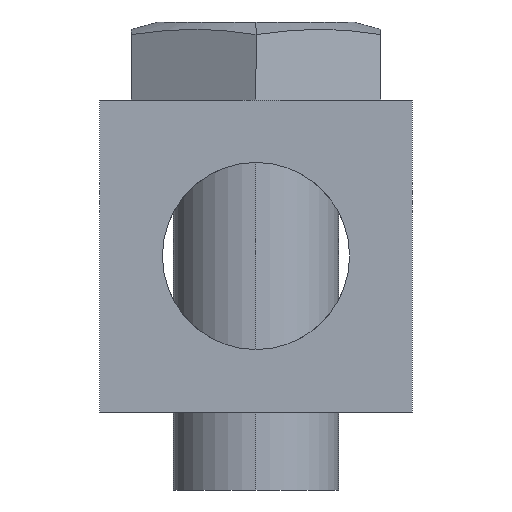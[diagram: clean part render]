
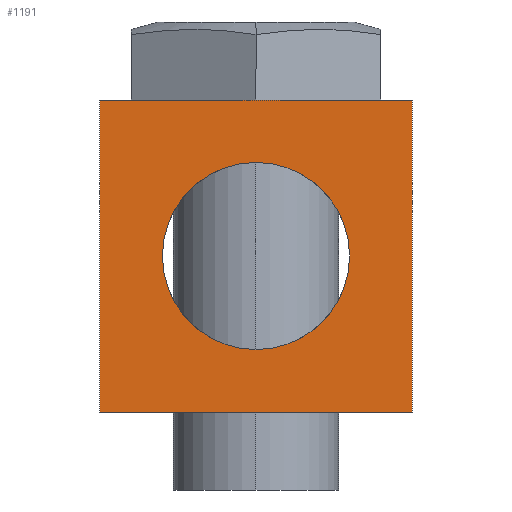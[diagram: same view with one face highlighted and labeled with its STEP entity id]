
A CAD part, left-side view. The second image highlights one B-rep face of the part: STEP entity #1191.
In plain terms, the highlighted planar face has unit normal (-1, 0, 0).
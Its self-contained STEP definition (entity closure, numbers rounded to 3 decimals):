
#222=CARTESIAN_POINT('',(-27.5,0.0,6.0));
#223=VERTEX_POINT('',#222);
#276=CARTESIAN_POINT('',(-27.5,0.,-6.0));
#277=VERTEX_POINT('',#276);
#284=CARTESIAN_POINT('',(-27.5,0.0,0.0));
#285=DIRECTION('',(1.0,0.0,0.0));
#286=DIRECTION('',(0.0,0.0,1.0));
#287=AXIS2_PLACEMENT_3D('',#284,#285,#286);
#288=CIRCLE('',#287,6.0);
#289=EDGE_CURVE('',#223,#277,#288,.T.);
#1030=CARTESIAN_POINT('',(-27.5,0.0,0.0));
#1031=DIRECTION('',(1.0,0.0,0.0));
#1032=DIRECTION('',(0.0,0.0,1.0));
#1033=AXIS2_PLACEMENT_3D('',#1030,#1031,#1032);
#1034=CIRCLE('',#1033,6.0);
#1035=EDGE_CURVE('',#277,#223,#1034,.T.);
#1065=CARTESIAN_POINT('',(-27.5,10.,10.0));
#1066=VERTEX_POINT('',#1065);
#1083=CARTESIAN_POINT('',(-27.5,10.,-10.0));
#1084=VERTEX_POINT('',#1083);
#1091=CARTESIAN_POINT('',(-27.5,10.,-10.0));
#1092=DIRECTION('',(0.0,0.0,1.0));
#1093=VECTOR('',#1092,20.0);
#1094=LINE('',#1091,#1093);
#1095=EDGE_CURVE('',#1084,#1066,#1094,.T.);
#1140=CARTESIAN_POINT('',(-27.5,-10.0,10.0));
#1141=VERTEX_POINT('',#1140);
#1148=CARTESIAN_POINT('',(-27.5,-10.0,-10.0));
#1149=VERTEX_POINT('',#1148);
#1150=CARTESIAN_POINT('',(-27.5,-10.0,-10.0));
#1151=DIRECTION('',(0.0,0.0,1.0));
#1152=VECTOR('',#1151,20.0);
#1153=LINE('',#1150,#1152);
#1154=EDGE_CURVE('',#1149,#1141,#1153,.T.);
#1166=CARTESIAN_POINT('',(-27.5,-10.0,-10.0));
#1167=DIRECTION('',(-1.0,0.0,0.0));
#1168=DIRECTION('',(0.0,0.0,1.0));
#1169=AXIS2_PLACEMENT_3D('',#1166,#1167,#1168);
#1170=PLANE('',#1169);
#1171=CARTESIAN_POINT('',(-27.5,-10.0,10.0));
#1172=DIRECTION('',(0.0,1.0,0.0));
#1173=VECTOR('',#1172,20.);
#1174=LINE('',#1171,#1173);
#1175=EDGE_CURVE('',#1141,#1066,#1174,.T.);
#1176=ORIENTED_EDGE('',*,*,#1175,.T.);
#1177=ORIENTED_EDGE('',*,*,#1095,.F.);
#1178=CARTESIAN_POINT('',(-27.5,10.,-10.0));
#1179=DIRECTION('',(0.0,-1.0,0.0));
#1180=VECTOR('',#1179,20.);
#1181=LINE('',#1178,#1180);
#1182=EDGE_CURVE('',#1084,#1149,#1181,.T.);
#1183=ORIENTED_EDGE('',*,*,#1182,.T.);
#1184=ORIENTED_EDGE('',*,*,#1154,.T.);
#1185=EDGE_LOOP('',(#1176,#1177,#1183,#1184));
#1186=FACE_OUTER_BOUND('',#1185,.T.);
#1187=ORIENTED_EDGE('',*,*,#289,.T.);
#1188=ORIENTED_EDGE('',*,*,#1035,.T.);
#1189=EDGE_LOOP('',(#1187,#1188));
#1190=FACE_BOUND('',#1189,.T.);
#1191=ADVANCED_FACE('',(#1186,#1190),#1170,.T.);
